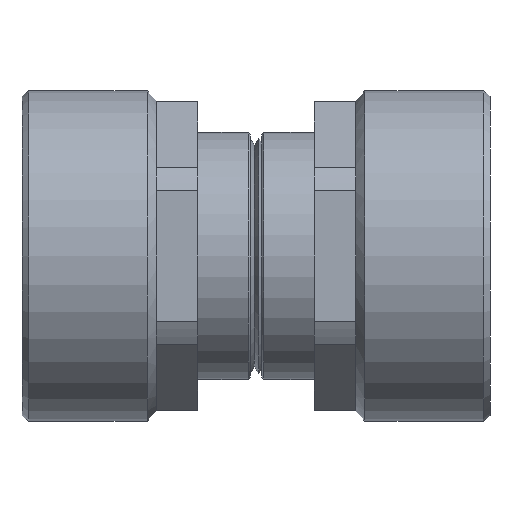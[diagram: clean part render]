
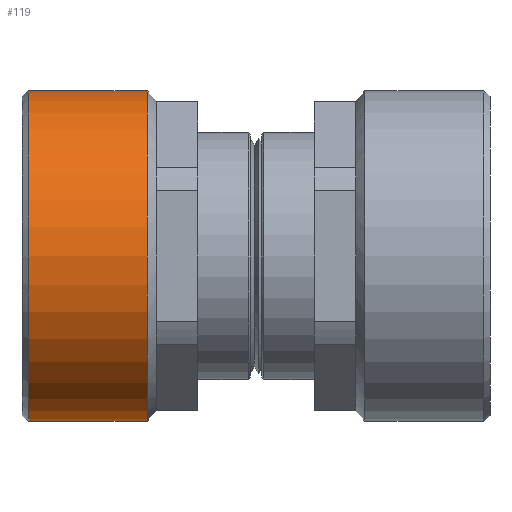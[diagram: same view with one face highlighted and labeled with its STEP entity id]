
A CAD part, front view. The second image highlights one B-rep face of the part: STEP entity #119.
In plain terms, the highlighted cylindrical face has radius 16.002 mm (diameter 32.004 mm), a partial arc.
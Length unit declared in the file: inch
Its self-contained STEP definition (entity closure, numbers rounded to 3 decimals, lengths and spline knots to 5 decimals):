
#119 = ADVANCED_FACE ( 'NONE', ( #5551 ), #5562, .T. ) ;
#474 = AXIS2_PLACEMENT_3D ( 'NONE', #1822, #1786, #1904 ) ;
#475 = AXIS2_PLACEMENT_3D ( 'NONE', #1813, #1629, #1889 ) ;
#1102 = CARTESIAN_POINT ( 'NONE',  ( 0.02702, 0., 0.63 ) ) ;
#1172 = CARTESIAN_POINT ( 'NONE',  ( 0.02702, 0., -0.63 ) ) ;
#1192 = CARTESIAN_POINT ( 'NONE',  ( 0.47813, 0., 0.63 ) ) ;
#1275 = CARTESIAN_POINT ( 'NONE',  ( 0.47813, 0., -0.63 ) ) ;
#1629 = DIRECTION ( 'NONE',  ( 1., 0., 0. ) ) ;
#1786 = DIRECTION ( 'NONE',  ( 1., 0., 0. ) ) ;
#1813 = CARTESIAN_POINT ( 'NONE',  ( 0.02702, 0., 0. ) ) ;
#1822 = CARTESIAN_POINT ( 'NONE',  ( 0.47813, 0., 0. ) ) ;
#1834 = DIRECTION ( 'NONE',  ( 1., 0., 0. ) ) ;
#1875 = CARTESIAN_POINT ( 'NONE',  ( 0.0817, 0., 0.63 ) ) ;
#1883 = DIRECTION ( 'NONE',  ( 1., 0., 0. ) ) ;
#1885 = CARTESIAN_POINT ( 'NONE',  ( 0.0817, 0., -0.63 ) ) ;
#1889 = DIRECTION ( 'NONE',  ( 0., 0., -1. ) ) ;
#1904 = DIRECTION ( 'NONE',  ( 0., 0., -1. ) ) ;
#2862 = ORIENTED_EDGE ( 'NONE', *, *, #4481, .F. ) ;
#2865 = ORIENTED_EDGE ( 'NONE', *, *, #5858, .F. ) ;
#2866 = ORIENTED_EDGE ( 'NONE', *, *, #5860, .T. ) ;
#2867 = ORIENTED_EDGE ( 'NONE', *, *, #4479, .T. ) ;
#3112 = VERTEX_POINT ( 'NONE', #1275 ) ;
#3113 = VERTEX_POINT ( 'NONE', #1102 ) ;
#3121 = VERTEX_POINT ( 'NONE', #1172 ) ;
#3127 = VERTEX_POINT ( 'NONE', #1192 ) ;
#3986 = LINE ( 'NONE', #1885, #3990 ) ;
#3990 = VECTOR ( 'NONE', #1834, 39.37008 ) ;
#3991 = LINE ( 'NONE', #1875, #3993 ) ;
#3993 = VECTOR ( 'NONE', #1883, 39.37008 ) ;
#4186 = CIRCLE ( 'NONE', #474, 0.63 ) ;
#4189 = CIRCLE ( 'NONE', #475, 0.63 ) ;
#4479 = EDGE_CURVE ( 'NONE', #3121, #3112, #3986, .T. ) ;
#4481 = EDGE_CURVE ( 'NONE', #3113, #3127, #3991, .T. ) ;
#5047 = AXIS2_PLACEMENT_3D ( 'NONE', #6549, #6545, #5888 ) ;
#5551 = FACE_OUTER_BOUND ( 'NONE', #5667, .T. ) ;
#5562 = CYLINDRICAL_SURFACE ( 'NONE', #5047, 0.63 ) ;
#5667 = EDGE_LOOP ( 'NONE', ( #2862, #2866, #2867, #2865 ) ) ;
#5858 = EDGE_CURVE ( 'NONE', #3127, #3112, #4186, .T. ) ;
#5860 = EDGE_CURVE ( 'NONE', #3113, #3121, #4189, .T. ) ;
#5888 = DIRECTION ( 'NONE',  ( 0., 0., -1. ) ) ;
#6545 = DIRECTION ( 'NONE',  ( 1., 0., 0. ) ) ;
#6549 = CARTESIAN_POINT ( 'NONE',  ( 0.0817, 0., 0. ) ) ;
